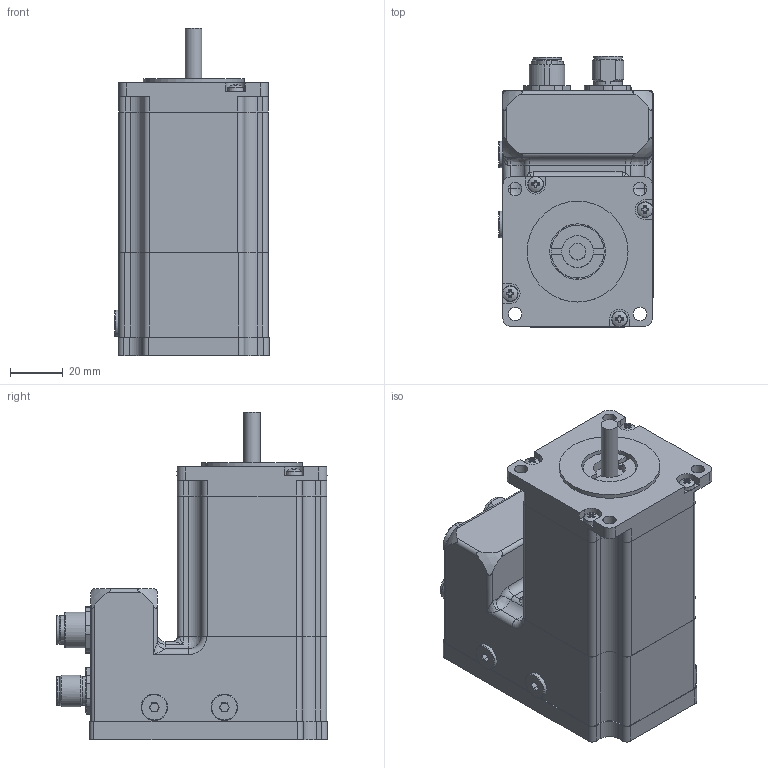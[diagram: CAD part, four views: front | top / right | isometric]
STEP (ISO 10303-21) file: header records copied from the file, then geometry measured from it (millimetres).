
FILE_DESCRIPTION(/* description */ (''),/* implementation_level */ '2;1');
FILE_NAME(/* name */ 'PD4-E591L42-E-65-2.stp',/* time_stamp */ '2016-10-20T10:54:48+02:00',/* author */ ('schneid_cad'),/* organization */ (''),/* preprocessor_version */ 'ST-DEVELOPER v16.5',/* originating_system */ 'Autodesk Inventor 2017',/* authorisation */ '');
FILE_SCHEMA (('AUTOMOTIVE_DESIGN { 1 0 10303 214 3 1 1 }'));
Length unit declared in the file: millimetre
Products named in the file (1): PD4-E591L42-E-65-2
Bounding box: 58.2 x 102.3 x 123.6 mm (x, y, z)
Volume: 252126.5 mm3; surface area: 87223.6 mm2
Topology: 19 solids, 19 shells, 1488 faces, 3794 edges, 2456 vertices
Faces by surface type: plane 679, cylinder 487, cone 175, torus 83, bspline 38, sphere 26
Full cylindrical faces by diameter (mm): 0.217 x2, 0.434 x2, 0.63 x12, 0.9 x5, 1 x10, 1.1 x17, 1.2 x12, 1.3 x10, 1.7 x8, 2 x2, 2.013 x2, 2.459 x2, 2.5 x6, 2.693 x4, 2.75 x4, 3 x8, 3.2 x4, 3.4 x4, 4.917 x2, 5 x6, 5.5 x4, 6 x2, 6.35 x1, 10 x2, 10.5 x1, 10.7 x3, 10.75 x1, 10.85 x1, 10.9 x2, 11.9 x1
Entity records: 45912 total; most frequent: CARTESIAN_POINT 10160, DIRECTION 7480, ORIENTED_EDGE 6824, EDGE_CURVE 3412, AXIS2_PLACEMENT_3D 2861, VERTEX_POINT 2365, EDGE_LOOP 1937, LINE 1758
